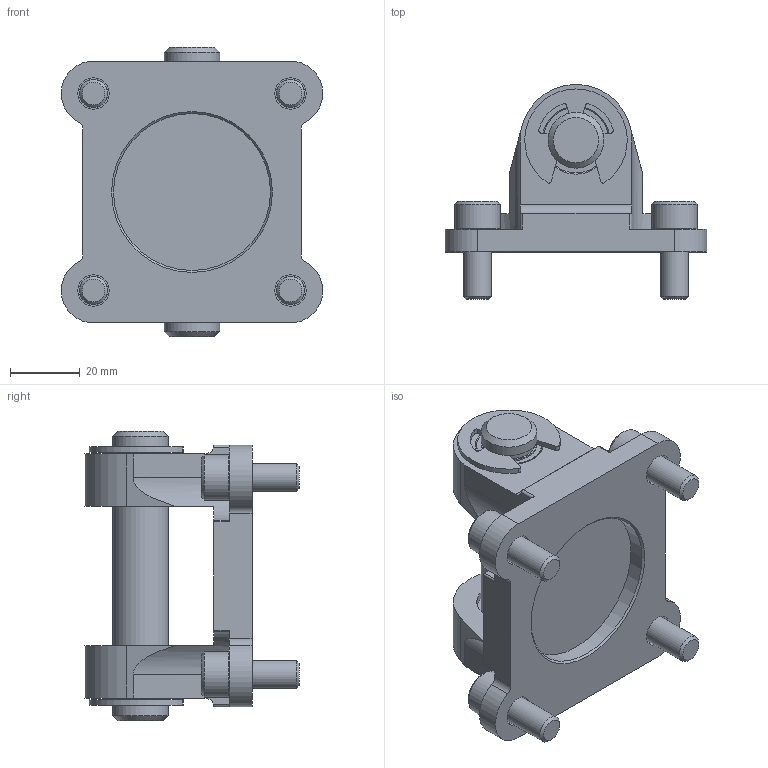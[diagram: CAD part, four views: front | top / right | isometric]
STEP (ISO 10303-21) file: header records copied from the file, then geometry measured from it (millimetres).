
FILE_DESCRIPTION(/* description */ ('STEP AP214'),/* implementation_level */ '2;1');
FILE_NAME(/* name */ '176947_SNCB-63-R3',/* time_stamp */ '2024-09-11T13:51:45+02:00',/* author */ ('License CC BY-ND 4.0'),/* organization */ ('CADENAS'),/* preprocessor_version */ 'ST-DEVELOPER v19.3',/* originating_system */ 'PARTsolutions',/* authorisation */ ' ');
FILE_SCHEMA (('AUTOMOTIVE_DESIGN {1 0 10303 214 3 1 1}'));
Length unit declared in the file: millimetre
Products named in the file (5): 176947 SNCB-63-R3---(0); 176947 SNCB-63-R3---(SF_00); DIN-912 - M8x20(F); 374757 BZ-16-071,0-AA (83); DIN-6799 15
Assembly tree (8 placements, depth 2):
  176947 SNCB-63-R3---(0)
    176947 SNCB-63-R3---(SF_00)
    DIN-912 - M8x20(F)  x4
    374757 BZ-16-071,0-AA (83)
    DIN-6799 15  x2
Bounding box: 74.95 x 61.44 x 83 mm (x, y, z)
Volume: 90456.5 mm3; surface area: 31932.2 mm2
Topology: 8 solids, 8 shells, 246 faces, 565 edges, 348 vertices
Faces by surface type: plane 113, cylinder 84, cone 49
Full cylindrical faces by diameter (mm): 8 x4, 9 x4, 13 x4, 15 x2, 16 x5, 18.56 x2, 18.76 x2, 45 x1
Entity records: 4032 total; most frequent: DIRECTION 718, CARTESIAN_POINT 694, ORIENTED_EDGE 594, EDGE_CURVE 297, AXIS2_PLACEMENT_3D 286, VERTEX_POINT 208, FACE_BOUND 187, EDGE_LOOP 186
